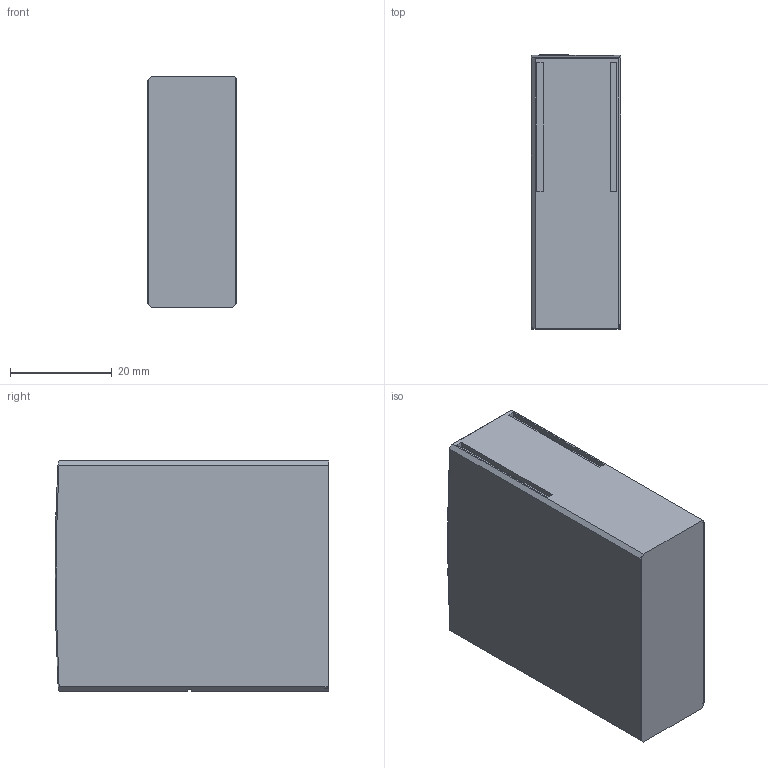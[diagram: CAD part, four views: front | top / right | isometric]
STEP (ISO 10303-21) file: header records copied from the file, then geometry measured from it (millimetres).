
FILE_DESCRIPTION((''),'2;1');
FILE_NAME('002440654_ETITEC_CM_T23_2P_ASM','2023-08-18T09:19:07',('klemen.sitar'),('Audax d.o.o.'),'CREO PARAMETRIC BY PTC INC, 2021304','CREO PARAMETRIC BY PTC INC, 2021304','');
FILE_SCHEMA(('AP242_MANAGED_MODEL_BASED_3D_ENGINEERING_MIM_LF { 1 0 10303 442 1 1 4 }'));
Length unit declared in the file: millimetre
Products named in the file (11): T2CML_1_1_SOLID_18_1_1_2_3_4_5_; PRT0002_1_1; PRT0002_1_2; PRT0002_1_ASM; PART1_1_1; PART1_1_2; PART1_1_3; PART1_1_ASM; LOGO_ASM_1_ASM; ETI_LOGO_6_6X3_5MM_-_WITH_BORDE_ASM; 002440654_ETITEC_CM_T23_2P_ASM
Assembly tree (10 placements, depth 5):
  002440654_ETITEC_CM_T23_2P_ASM
    T2CML_1_1_SOLID_18_1_1_2_3_4_5_
    PRT0002_1_ASM
      PRT0002_1_1
      PRT0002_1_2
    ETI_LOGO_6_6X3_5MM_-_WITH_BORDE_ASM
      LOGO_ASM_1_ASM
        PART1_1_ASM
          PART1_1_1
          PART1_1_2
          PART1_1_3
Bounding box: 17.7 x 53.94 x 45.3 mm (x, y, z)
Volume: 42807.8 mm3; surface area: 8763.5 mm2
Topology: 6 solids, 6 shells, 164 faces, 433 edges, 290 vertices
Faces by surface type: plane 129, cylinder 27, torus 4, bspline 4
Entity records: 8926 total; most frequent: CARTESIAN_POINT 1410, DIRECTION 879, ORIENTED_EDGE 860, PRESENTATION_STYLE_ASSIGNMENT 532, STYLED_ITEM 500, CURVE_STYLE 453, EDGE_CURVE 430, VECTOR 327
